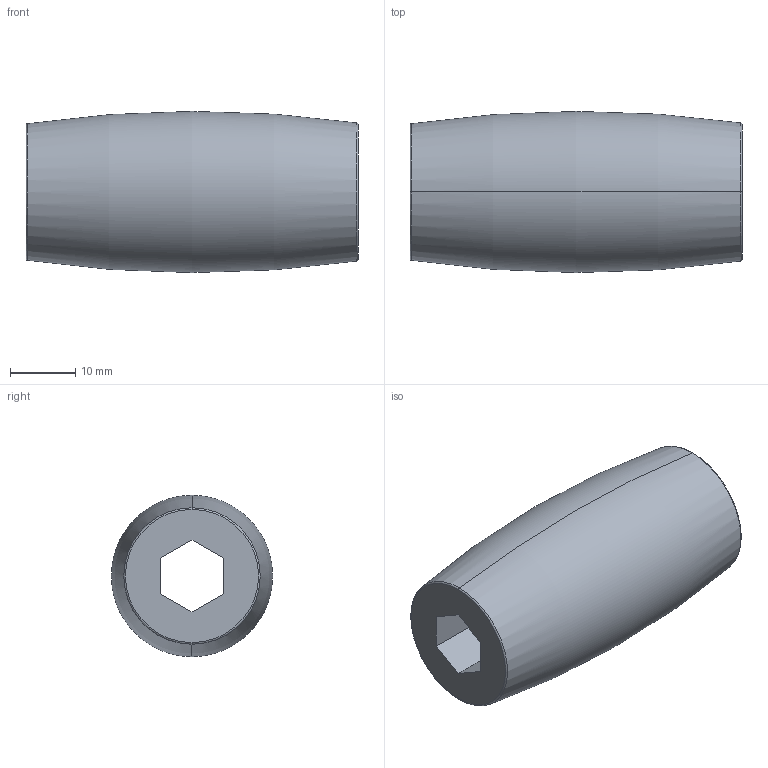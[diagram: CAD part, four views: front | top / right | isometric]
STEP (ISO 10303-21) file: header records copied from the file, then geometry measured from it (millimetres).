
FILE_DESCRIPTION (( 'STEP AP214' ), '1' );
FILE_NAME ('am-5199 0.375IN Hex Polybelt Roller.STEP', '2023-12-01T18:46:27', ( '' ), ( '' ), 'SwSTEP 2.0', 'SolidWorks 2024', '' );
FILE_SCHEMA (( 'AUTOMOTIVE_DESIGN' ));
Length unit declared in the file: inch
Products named in the file (1): am-5199 0.375IN Hex Polybelt Roller
Bounding box: 50.8 x 24.66 x 24.66 mm (x, y, z)
Volume: 17954.5 mm3; surface area: 5949.8 mm2
Topology: 1 solids, 1 shells, 14 faces, 32 edges, 20 vertices
Faces by surface type: plane 8, torus 6
Entity records: 429 total; most frequent: DIRECTION 76, CARTESIAN_POINT 67, ORIENTED_EDGE 64, EDGE_CURVE 32, AXIS2_PLACEMENT_3D 29, VERTEX_POINT 20, LINE 18, VECTOR 18
